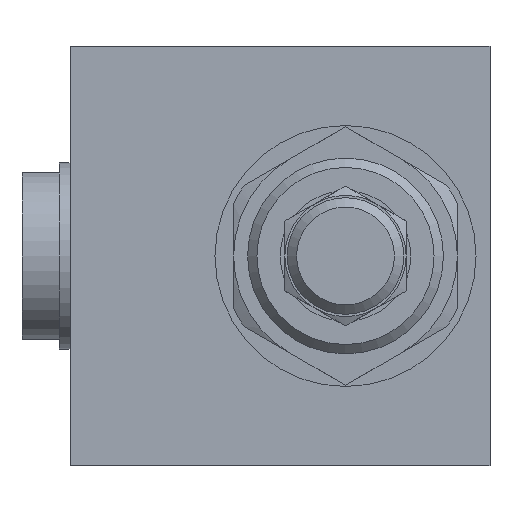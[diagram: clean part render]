
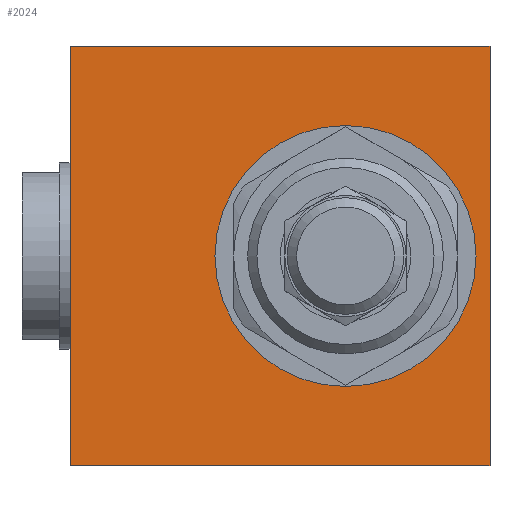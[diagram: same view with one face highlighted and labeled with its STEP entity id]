
A CAD part, left-side view. The second image highlights one B-rep face of the part: STEP entity #2024.
In plain terms, the highlighted planar face has unit normal (-1, 0, 0).
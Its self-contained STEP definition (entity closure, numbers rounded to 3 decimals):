
#147=CIRCLE('',#2177,14.);
#414=ORIENTED_EDGE('',*,*,#673,.T.);
#415=ORIENTED_EDGE('',*,*,#674,.F.);
#416=ORIENTED_EDGE('',*,*,#675,.T.);
#417=ORIENTED_EDGE('',*,*,#645,.T.);
#418=ORIENTED_EDGE('',*,*,#671,.T.);
#645=EDGE_CURVE('',#800,#799,#897,.T.);
#671=EDGE_CURVE('',#821,#821,#147,.T.);
#673=EDGE_CURVE('',#799,#823,#900,.T.);
#674=EDGE_CURVE('',#824,#823,#901,.T.);
#675=EDGE_CURVE('',#824,#800,#902,.T.);
#799=VERTEX_POINT('',#2880);
#800=VERTEX_POINT('',#2882);
#821=VERTEX_POINT('',#2964);
#823=VERTEX_POINT('',#2970);
#824=VERTEX_POINT('',#2972);
#897=LINE('',#2881,#959);
#900=LINE('',#2969,#962);
#901=LINE('',#2971,#963);
#902=LINE('',#2973,#964);
#959=VECTOR('',#2434,1000.);
#962=VECTOR('',#2513,1000.);
#963=VECTOR('',#2514,1000.);
#964=VECTOR('',#2515,1000.);
#1068=EDGE_LOOP('',(#414,#415,#416,#417));
#1069=EDGE_LOOP('',(#418));
#1208=FACE_BOUND('',#1068,.T.);
#1209=FACE_BOUND('',#1069,.T.);
#1287=PLANE('',#2180);
#2024=ADVANCED_FACE('',(#1208,#1209),#1287,.T.);
#2177=AXIS2_PLACEMENT_3D('',#2963,#2505,#2506);
#2180=AXIS2_PLACEMENT_3D('',#2968,#2511,#2512);
#2434=DIRECTION('',(0.,0.,1.));
#2505=DIRECTION('',(1.,0.,0.));
#2506=DIRECTION('',(0.,-1.,0.));
#2511=DIRECTION('',(-1.,0.,0.));
#2512=DIRECTION('',(0.,0.,1.));
#2513=DIRECTION('',(0.,1.,0.));
#2514=DIRECTION('',(0.,0.,1.));
#2515=DIRECTION('',(0.,-1.,0.));
#2880=CARTESIAN_POINT('',(23.3,15.,45.));
#2881=CARTESIAN_POINT('',(23.3,15.,0.));
#2882=CARTESIAN_POINT('',(23.3,15.,0.));
#2963=CARTESIAN_POINT('',(23.3,30.5,22.5));
#2964=CARTESIAN_POINT('',(23.3,16.5,22.5));
#2968=CARTESIAN_POINT('',(23.3,15.,0.));
#2969=CARTESIAN_POINT('',(23.3,15.,45.));
#2970=CARTESIAN_POINT('',(23.3,60.,45.));
#2971=CARTESIAN_POINT('',(23.3,60.,0.));
#2972=CARTESIAN_POINT('',(23.3,60.,0.));
#2973=CARTESIAN_POINT('',(23.3,60.,0.));
